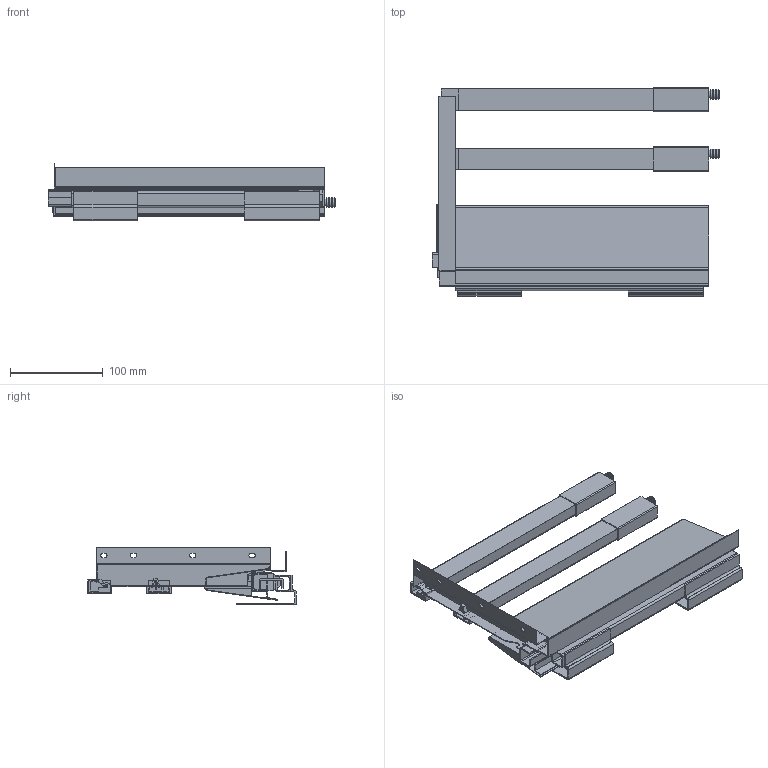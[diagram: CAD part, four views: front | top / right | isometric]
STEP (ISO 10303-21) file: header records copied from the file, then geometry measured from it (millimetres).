
FILE_DESCRIPTION (( 'STEP AP214' ), '1' );
FILE_NAME ('F000509,F000515-CLOSED_RIGHT_3D.step', '2022-10-10T14:56:39', ( '' ), ( '' ), 'SwSTEP 2.0', 'SolidWorks 2020', '' );
FILE_SCHEMA (( 'AUTOMOTIVE_DESIGN' ));
Length unit declared in the file: millimetre
Products named in the file (13): NX40-Reling-SQUARE-300-BEZ DRZAKU; NX40-300-CLOSED_RIGHT_3D; NX40-Koncovka hranateho relingu vnitrni-PRAVA; NX40-300-RELING HRANATY VNITRNI PRAVY; NX40-Koncovka hranateho relingu vnejsi-PRAVA; Riex NX40 Bocnice-300-H86-PRAVA; NX40-BOCNICE-SESTAVA-H204-2xHRANATY RELING-300-PRAVA; NX40-300-VNEJSI PRAVY; NX40-300-RELING HRANATY VNEJSI PRAVY; NX40-drzak zad-H204-PRAVY; F000509,F000515-CLOSED_RIGHT_3D; NX40-300-STREDNI; NX40-300-VNITRNI PRAVY
Assembly tree (13 placements, depth 4):
  F000509,F000515-CLOSED_RIGHT_3D
    NX40-300-CLOSED_RIGHT_3D
      NX40-300-VNEJSI PRAVY
      NX40-300-STREDNI
      NX40-300-VNITRNI PRAVY
    NX40-BOCNICE-SESTAVA-H204-2xHRANATY RELING-300-PRAVA
      Riex NX40 Bocnice-300-H86-PRAVA
      NX40-drzak zad-H204-PRAVY
      NX40-300-RELING HRANATY VNITRNI PRAVY
        NX40-Reling-SQUARE-300-BEZ DRZAKU
        NX40-Koncovka hranateho relingu vnitrni-PRAVA
      NX40-300-RELING HRANATY VNEJSI PRAVY
        NX40-Reling-SQUARE-300-BEZ DRZAKU
        NX40-Koncovka hranateho relingu vnejsi-PRAVA
Bounding box: 310 x 225.25 x 62.5 mm (x, y, z)
Volume: 204546.9 mm3; surface area: 413850.9 mm2
Topology: 19 solids, 21 shells, 470 faces, 1195 edges, 782 vertices
Faces by surface type: plane 293, cylinder 117, cone 60
Entity records: 13432 total; most frequent: DIRECTION 2247, CARTESIAN_POINT 2237, ORIENTED_EDGE 2174, EDGE_CURVE 1087, VECTOR 807, LINE 807, AXIS2_PLACEMENT_3D 720, VERTEX_POINT 710
